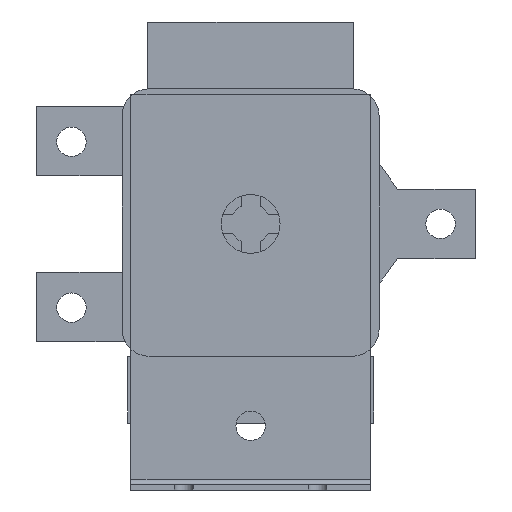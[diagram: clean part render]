
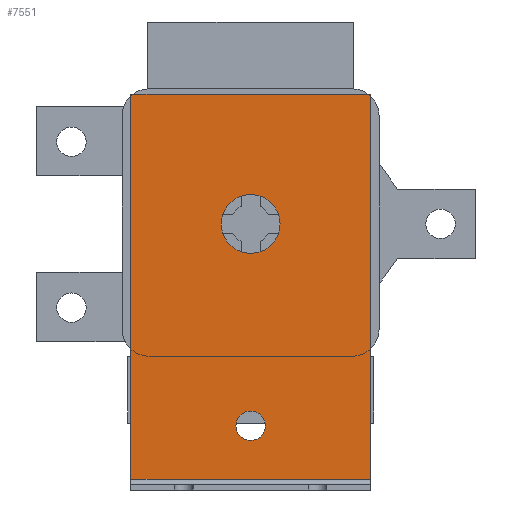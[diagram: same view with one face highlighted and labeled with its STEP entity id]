
A CAD part, left-side view. The second image highlights one B-rep face of the part: STEP entity #7551.
In plain terms, the highlighted planar face has unit normal (-1, 0, 0).
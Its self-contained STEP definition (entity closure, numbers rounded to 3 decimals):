
#67 = CARTESIAN_POINT ( 'NONE',  ( -88., -3.25, -146. ) ) ;
#300 = CARTESIAN_POINT ( 'NONE',  ( -88., -92.75, -146. ) ) ;
#326 = EDGE_LOOP ( 'NONE', ( #8019, #7974 ) ) ;
#345 = LINE ( 'NONE', #610, #7396 ) ;
#552 = ORIENTED_EDGE ( 'NONE', *, *, #3927, .T. ) ;
#610 = CARTESIAN_POINT ( 'NONE',  ( -88., -92.75, -2. ) ) ;
#1312 = VERTEX_POINT ( 'NONE', #6873 ) ;
#1333 = DIRECTION ( 'NONE',  ( 0., 1., 0. ) ) ;
#1856 = CARTESIAN_POINT ( 'NONE',  ( -88., -3.25, -2. ) ) ;
#2003 = AXIS2_PLACEMENT_3D ( 'NONE', #5041, #5819, #6577 ) ;
#2017 = CARTESIAN_POINT ( 'NONE',  ( -88., -48., -120.5 ) ) ;
#2113 = EDGE_CURVE ( 'NONE', #5567, #4947, #7051, .T. ) ;
#2758 = CARTESIAN_POINT ( 'NONE',  ( -88., -92.75, -2. ) ) ;
#2783 = CIRCLE ( 'NONE', #2003, 5.5 ) ;
#3528 = DIRECTION ( 'NONE',  ( 0., 0., -1. ) ) ;
#3680 = LINE ( 'NONE', #300, #7694 ) ;
#3927 = EDGE_CURVE ( 'NONE', #4844, #5567, #345, .T. ) ;
#3952 = DIRECTION ( 'NONE',  ( 0., 1., 0. ) ) ;
#3986 = DIRECTION ( 'NONE',  ( 0., 0., -1. ) ) ;
#4073 = VECTOR ( 'NONE', #3986, 1000. ) ;
#4321 = ORIENTED_EDGE ( 'NONE', *, *, #5019, .F. ) ;
#4651 = EDGE_CURVE ( 'NONE', #1312, #6608, #7717, .T. ) ;
#4727 = AXIS2_PLACEMENT_3D ( 'NONE', #9639, #5076, #8893 ) ;
#4844 = VERTEX_POINT ( 'NONE', #7563 ) ;
#4947 = VERTEX_POINT ( 'NONE', #67 ) ;
#5019 = EDGE_CURVE ( 'NONE', #5810, #4947, #3680, .T. ) ;
#5041 = CARTESIAN_POINT ( 'NONE',  ( -88., -48., -126. ) ) ;
#5076 = DIRECTION ( 'NONE',  ( 1., 0., 0. ) ) ;
#5527 = AXIS2_PLACEMENT_3D ( 'NONE', #7195, #7233, #8009 ) ;
#5567 = VERTEX_POINT ( 'NONE', #8333 ) ;
#5810 = VERTEX_POINT ( 'NONE', #7988 ) ;
#5819 = DIRECTION ( 'NONE',  ( -1., 0., 0. ) ) ;
#5921 = EDGE_LOOP ( 'NONE', ( #7315, #4321, #8311, #552 ) ) ;
#6334 = EDGE_CURVE ( 'NONE', #6608, #1312, #2783, .T. ) ;
#6577 = DIRECTION ( 'NONE',  ( 0., 0., 1. ) ) ;
#6608 = VERTEX_POINT ( 'NONE', #2017 ) ;
#6754 = FACE_BOUND ( 'NONE', #326, .T. ) ;
#6873 = CARTESIAN_POINT ( 'NONE',  ( -88., -48., -131.5 ) ) ;
#7051 = LINE ( 'NONE', #1856, #4073 ) ;
#7195 = CARTESIAN_POINT ( 'NONE',  ( -88., -48., -126. ) ) ;
#7233 = DIRECTION ( 'NONE',  ( -1., 0., 0. ) ) ;
#7315 = ORIENTED_EDGE ( 'NONE', *, *, #2113, .T. ) ;
#7396 = VECTOR ( 'NONE', #1333, 1000. ) ;
#7551 = ADVANCED_FACE ( 'NONE', ( #6754, #9489 ), #8859, .F. ) ;
#7563 = CARTESIAN_POINT ( 'NONE',  ( -88., -92.75, -2. ) ) ;
#7694 = VECTOR ( 'NONE', #3952, 1000. ) ;
#7717 = CIRCLE ( 'NONE', #5527, 5.5 ) ;
#7974 = ORIENTED_EDGE ( 'NONE', *, *, #4651, .F. ) ;
#7988 = CARTESIAN_POINT ( 'NONE',  ( -88., -92.75, -146. ) ) ;
#8009 = DIRECTION ( 'NONE',  ( 0., 0., 1. ) ) ;
#8019 = ORIENTED_EDGE ( 'NONE', *, *, #6334, .F. ) ;
#8311 = ORIENTED_EDGE ( 'NONE', *, *, #8863, .F. ) ;
#8333 = CARTESIAN_POINT ( 'NONE',  ( -88., -3.25, -2. ) ) ;
#8736 = VECTOR ( 'NONE', #3528, 1000. ) ;
#8859 = PLANE ( 'NONE',  #4727 ) ;
#8863 = EDGE_CURVE ( 'NONE', #4844, #5810, #9587, .T. ) ;
#8893 = DIRECTION ( 'NONE',  ( 0., 0., -1. ) ) ;
#9489 = FACE_OUTER_BOUND ( 'NONE', #5921, .T. ) ;
#9587 = LINE ( 'NONE', #2758, #8736 ) ;
#9639 = CARTESIAN_POINT ( 'NONE',  ( -88., -92.75, -2. ) ) ;
